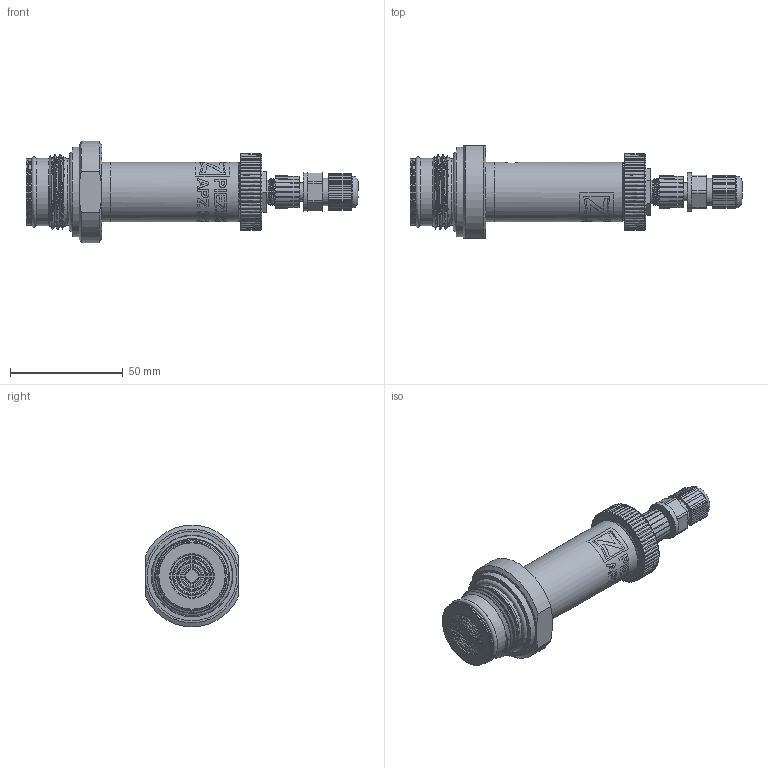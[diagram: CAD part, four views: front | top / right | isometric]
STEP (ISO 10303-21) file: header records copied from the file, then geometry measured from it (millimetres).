
FILE_DESCRIPTION(/* description */ (''),/* implementation_level */ '2;1');
FILE_NAME(/* name */ 'APZ3420m_G1DIN-solidflush_4.step',/* time_stamp */ '2021-07-06T15:44:58+03:00',/* author */ (''),/* organization */ (''),/* preprocessor_version */ 'ST-DEVELOPER v18.1',/* originating_system */ 'Autodesk Translation Framework v10.9.0.1377',/* authorisation */ '');
FILE_SCHEMA (('AUTOMOTIVE_DESIGN { 1 0 10303 214 3 1 1 }'));
Products named in the file (7): АПЗ 3420м заполненная; OMAL nut M27x1.5; Ш100.000.002; M12x1 male; M12x1 female straight; shell; G1 flush diaphragm
Assembly tree (6 placements, depth 2):
  АПЗ 3420м заполненная
    OMAL nut M27x1.5
    Ш100.000.002
    M12x1 male
    M12x1 female straight
    shell
    G1 flush diaphragm
Bounding box: 147.05 x 41 x 45 mm (x, y, z)
Volume: 82936.4 mm3; surface area: 28204.2 mm2
Topology: 19 solids, 19 shells, 989 faces, 2720 edges, 1820 vertices
Faces by surface type: bspline 497, plane 278, cylinder 148, cone 42, torus 24
Full cylindrical faces by diameter (mm): 1 x12, 1.5 x4, 2 x2, 4 x1, 7.183 x1, 7.3 x1, 8 x3, 8.2 x1, 10.293 x1, 10.6 x2, 10.741 x6, 11.884 x5, 12 x1, 14 x2, 14.137 x4, 14.526 x3, 15.85 x3, 16.203 x3, 17 x1, 21.4 x2, 22.3 x1, 22.5 x1, 24.5 x3, 25.132 x4, 25.526 x4, 26.5 x5, 27.1 x1, 27.208 x5, 29.4 x1, 29.6 x1
Entity records: 54772 total; most frequent: CARTESIAN_POINT 33212, ORIENTED_EDGE 5440, DIRECTION 2739, EDGE_CURVE 2720, VERTEX_POINT 1820, B_SPLINE_CURVE_WITH_KNOTS 1279, EDGE_LOOP 1060, LINE 1017
